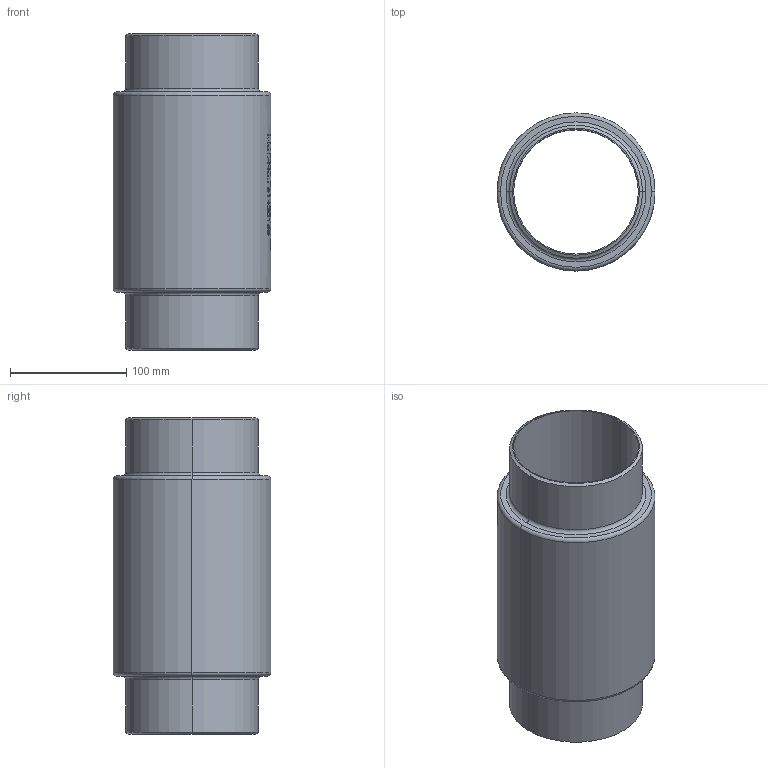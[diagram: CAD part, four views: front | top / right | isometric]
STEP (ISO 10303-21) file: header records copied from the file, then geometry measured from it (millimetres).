
FILE_DESCRIPTION (( 'STEP AP214' ), '1' );
FILE_NAME ('7110000_DN100_ PN25_51420158.STEP', '2022-03-08T06:43:01', ( 'axxx' ), ( 'Hewlett-Packard Company' ), 'SwSTEP 2.0', 'SolidWorks 2019', '' );
FILE_SCHEMA (( 'AUTOMOTIVE_DESIGN' ));
Length unit declared in the file: millimetre
Products named in the file (1): 7110000_DN100_ PN25_51420158
Bounding box: 135.8 x 135.8 x 272 mm (x, y, z)
Volume: 1063397.9 mm3; surface area: 214048.7 mm2
Topology: 1 solids, 1 shells, 502 faces, 1296 edges, 860 vertices
Faces by surface type: plane 244, bspline 218, cylinder 28, torus 8, cone 4
Entity records: 28553 total; most frequent: CARTESIAN_POINT 17786, ORIENTED_EDGE 2592, DIRECTION 1486, EDGE_CURVE 1296, VERTEX_POINT 860, LINE 718, VECTOR 718, EDGE_LOOP 568
